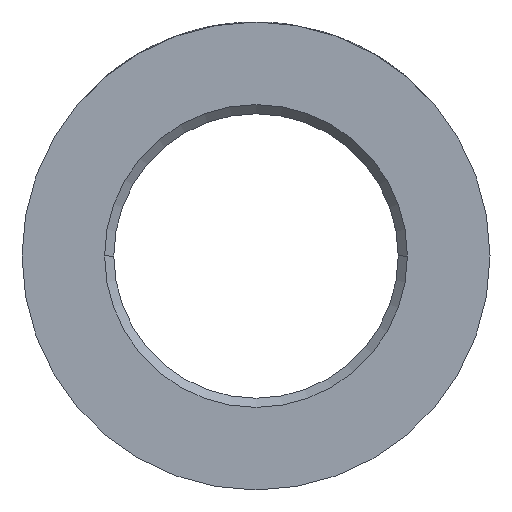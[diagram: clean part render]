
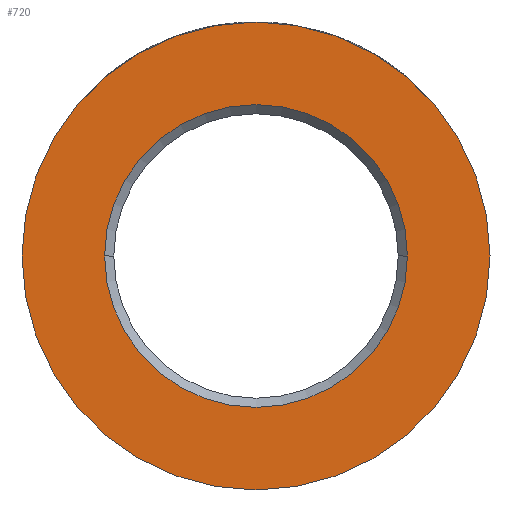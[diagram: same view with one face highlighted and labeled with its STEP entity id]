
A CAD part, left-side view. The second image highlights one B-rep face of the part: STEP entity #720.
In plain terms, the highlighted planar face has unit normal (-1, 0, 0).
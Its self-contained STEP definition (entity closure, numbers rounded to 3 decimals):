
#373 = EDGE_CURVE ( 'NONE', #3842, #3088, #2445, .T. ) ;
#613 = CARTESIAN_POINT ( 'NONE',  ( -35., 5.1, 0. ) ) ;
#720 = ADVANCED_FACE ( 'NONE', ( #12134, #2111 ), #1641, .T. ) ;
#745 = ORIENTED_EDGE ( 'NONE', *, *, #2198, .T. ) ;
#1336 = AXIS2_PLACEMENT_3D ( 'NONE', #7305, #4131, #5294 ) ;
#1576 = CIRCLE ( 'NONE', #5350, 3.3 ) ;
#1641 = PLANE ( 'NONE',  #12133 ) ;
#2004 = DIRECTION ( 'NONE',  ( 1., 0., 0. ) ) ;
#2044 = VERTEX_POINT ( 'NONE', #4492 ) ;
#2111 = FACE_OUTER_BOUND ( 'NONE', #3701, .T. ) ;
#2198 = EDGE_CURVE ( 'NONE', #3916, #2044, #6007, .T. ) ;
#2243 = ORIENTED_EDGE ( 'NONE', *, *, #373, .F. ) ;
#2445 = CIRCLE ( 'NONE', #4901, 5.1 ) ;
#3088 = VERTEX_POINT ( 'NONE', #5178 ) ;
#3479 = AXIS2_PLACEMENT_3D ( 'NONE', #7034, #2004, #8061 ) ;
#3701 = EDGE_LOOP ( 'NONE', ( #2243, #3744 ) ) ;
#3744 = ORIENTED_EDGE ( 'NONE', *, *, #12595, .F. ) ;
#3842 = VERTEX_POINT ( 'NONE', #9057 ) ;
#3916 = VERTEX_POINT ( 'NONE', #10246 ) ;
#4089 = DIRECTION ( 'NONE',  ( 0., 1., 0. ) ) ;
#4131 = DIRECTION ( 'NONE',  ( 1., 0., 0. ) ) ;
#4184 = DIRECTION ( 'NONE',  ( 1., 0., 0. ) ) ;
#4487 = ORIENTED_EDGE ( 'NONE', *, *, #7607, .T. ) ;
#4492 = CARTESIAN_POINT ( 'NONE',  ( -35., -3.3, 0. ) ) ;
#4901 = AXIS2_PLACEMENT_3D ( 'NONE', #11333, #4184, #4089 ) ;
#5178 = CARTESIAN_POINT ( 'NONE',  ( -35., -5.1, 0. ) ) ;
#5294 = DIRECTION ( 'NONE',  ( 0., -1., 0. ) ) ;
#5350 = AXIS2_PLACEMENT_3D ( 'NONE', #11759, #12687, #12602 ) ;
#6007 = CIRCLE ( 'NONE', #1336, 3.3 ) ;
#7034 = CARTESIAN_POINT ( 'NONE',  ( -35., 0., 0. ) ) ;
#7139 = EDGE_LOOP ( 'NONE', ( #4487, #745 ) ) ;
#7305 = CARTESIAN_POINT ( 'NONE',  ( -35., 0., 0. ) ) ;
#7607 = EDGE_CURVE ( 'NONE', #2044, #3916, #1576, .T. ) ;
#8061 = DIRECTION ( 'NONE',  ( 0., 1., 0. ) ) ;
#8774 = DIRECTION ( 'NONE',  ( -1., 0., 0. ) ) ;
#9057 = CARTESIAN_POINT ( 'NONE',  ( -35., 5.1, 0. ) ) ;
#9435 = CIRCLE ( 'NONE', #3479, 5.1 ) ;
#10246 = CARTESIAN_POINT ( 'NONE',  ( -35., 3.3, 0. ) ) ;
#11333 = CARTESIAN_POINT ( 'NONE',  ( -35., 0., 0. ) ) ;
#11759 = CARTESIAN_POINT ( 'NONE',  ( -35., 0., 0. ) ) ;
#12133 = AXIS2_PLACEMENT_3D ( 'NONE', #613, #8774, #12742 ) ;
#12134 = FACE_BOUND ( 'NONE', #7139, .T. ) ;
#12595 = EDGE_CURVE ( 'NONE', #3088, #3842, #9435, .T. ) ;
#12602 = DIRECTION ( 'NONE',  ( 0., -1., 0. ) ) ;
#12687 = DIRECTION ( 'NONE',  ( 1., 0., 0. ) ) ;
#12742 = DIRECTION ( 'NONE',  ( 0., -1., 0. ) ) ;
